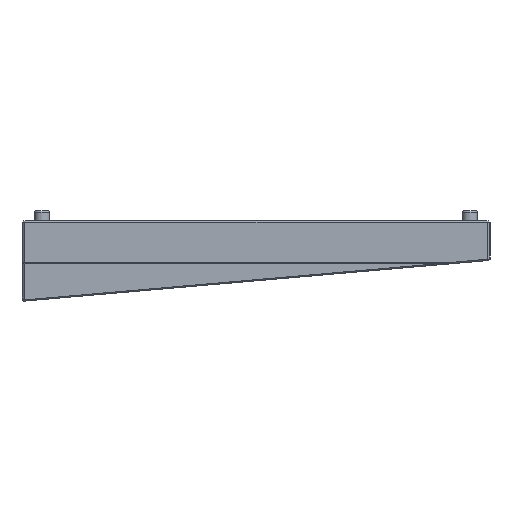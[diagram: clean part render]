
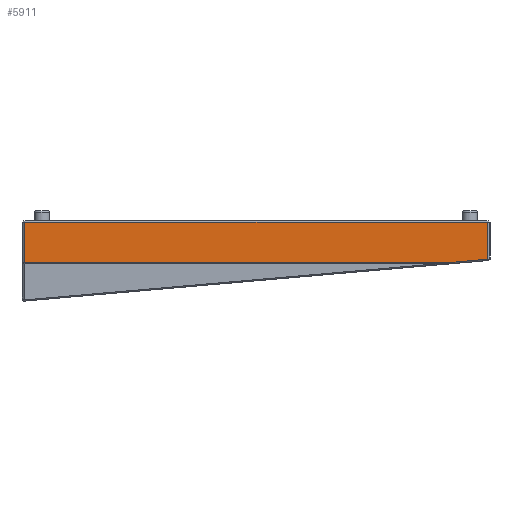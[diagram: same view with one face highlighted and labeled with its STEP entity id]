
A CAD part, left-side view. The second image highlights one B-rep face of the part: STEP entity #5911.
In plain terms, the highlighted planar face has unit normal (-1, 0, 0).
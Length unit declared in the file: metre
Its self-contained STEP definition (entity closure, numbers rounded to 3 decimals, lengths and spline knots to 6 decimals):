
#592=ORIENTED_EDGE('',*,*,#2355,.T.);
#593=ORIENTED_EDGE('',*,*,#2356,.T.);
#594=ORIENTED_EDGE('',*,*,#2357,.T.);
#595=ORIENTED_EDGE('',*,*,#2358,.T.);
#596=ORIENTED_EDGE('',*,*,#2359,.T.);
#2355=EDGE_CURVE('',#3236,#3237,#3806,.T.);
#2356=EDGE_CURVE('',#3237,#3238,#3807,.T.);
#2357=EDGE_CURVE('',#3238,#3239,#3808,.T.);
#2358=EDGE_CURVE('',#3239,#3240,#3809,.T.);
#2359=EDGE_CURVE('',#3240,#3236,#3810,.T.);
#3236=VERTEX_POINT('',#8608);
#3237=VERTEX_POINT('',#8609);
#3238=VERTEX_POINT('',#8611);
#3239=VERTEX_POINT('',#8613);
#3240=VERTEX_POINT('',#8615);
#3806=LINE('',#8607,#4350);
#3807=LINE('',#8610,#4351);
#3808=LINE('',#8612,#4352);
#3809=LINE('',#8614,#4353);
#3810=LINE('',#8616,#4354);
#4350=VECTOR('',#6914,1.);
#4351=VECTOR('',#6915,1.);
#4352=VECTOR('',#6916,1.);
#4353=VECTOR('',#6917,1.);
#4354=VECTOR('',#6918,1.);
#4850=EDGE_LOOP('',(#592,#593,#594,#595,#596));
#5288=FACE_BOUND('',#4850,.T.);
#5724=PLANE('',#6298);
#5911=ADVANCED_FACE('',(#5288),#5724,.T.);
#6298=AXIS2_PLACEMENT_3D('',#8606,#6912,#6913);
#6912=DIRECTION('',(-1.,0.,0.));
#6913=DIRECTION('',(0.,0.,1.));
#6914=DIRECTION('',(0.,0.,-1.));
#6915=DIRECTION('',(0.,-1.,0.));
#6916=DIRECTION('',(0.,-0.996,0.087));
#6917=DIRECTION('',(0.,0.,1.));
#6918=DIRECTION('',(0.,1.,0.));
#8606=CARTESIAN_POINT('',(-0.117475,0.,-0.0071));
#8607=CARTESIAN_POINT('',(-0.117475,0.046275,-0.0071));
#8608=CARTESIAN_POINT('',(-0.117475,0.046275,-0.00025));
#8609=CARTESIAN_POINT('',(-0.117475,0.046275,-0.008327));
#8610=CARTESIAN_POINT('',(-0.117475,-0.038775,-0.008327));
#8611=CARTESIAN_POINT('',(-0.117475,-0.038763,-0.008327));
#8612=CARTESIAN_POINT('',(-0.117475,-0.046251,-0.007672));
#8613=CARTESIAN_POINT('',(-0.117475,-0.046275,-0.00767));
#8614=CARTESIAN_POINT('',(-0.117475,-0.046275,0.));
#8615=CARTESIAN_POINT('',(-0.117475,-0.046275,-0.00025));
#8616=CARTESIAN_POINT('',(-0.117475,0.046275,-0.00025));
